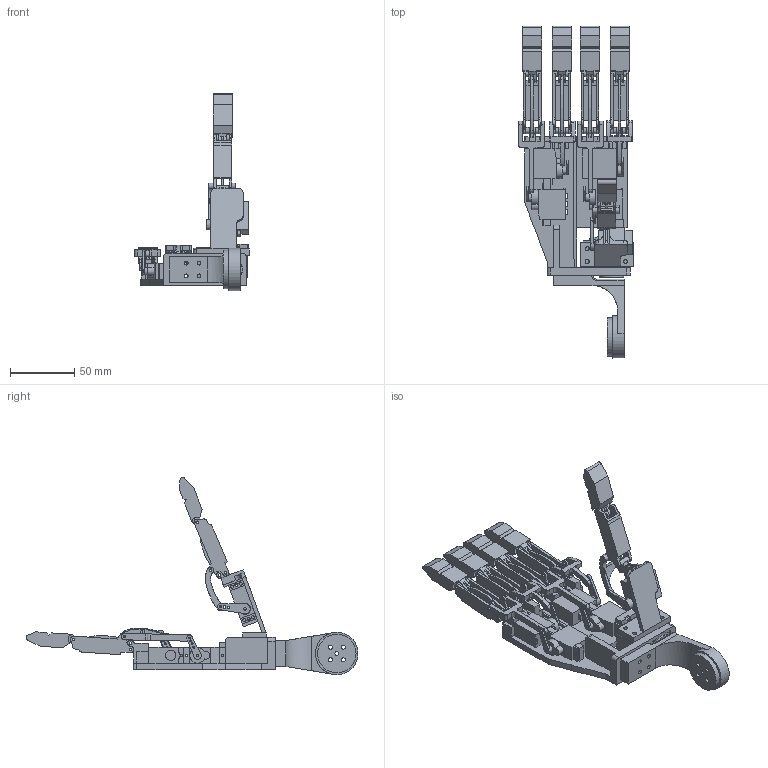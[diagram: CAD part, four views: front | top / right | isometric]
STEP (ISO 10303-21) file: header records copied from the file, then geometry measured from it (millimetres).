
FILE_DESCRIPTION(/* description */ (''),/* implementation_level */ '2;1');
FILE_NAME(/* name */ 'Assem_hand.step',/* time_stamp */ '2024-07-22T21:40:45-07:00',/* author */ (''),/* organization */ (''),/* preprocessor_version */ 'ST-DEVELOPER v20',/* originating_system */ 'Autodesk Translation Framework v13.14.0.145',/* authorisation */ '');
FILE_SCHEMA (('AUTOMOTIVE_DESIGN { 1 0 10303 214 3 1 1 }'));
Length unit declared in the file: millimetre
Products named in the file (30): Assem_hand; Assem_finger_mount; Assem_finger; Assem_finger_mount_1; Assem_finger_1; Assem_finger_mount_2; Assem_finger_2; Assem_finger_mount_3; finger_mount; Assem_finger_3; Assem_finger_thumb_mount; thumb_servo_base_v2; Assem_finger_4; v5_front_link; v4_main_drive_link v8; v4_front_drive_link v3; Assem_palm; STS3032 servo; palm; STS3032_servo_arm; SCS0009_servo_arm_cropped; SCS009_servo_horn_cross_cropped; bearing_6703; thumb_base_bearing_plug; thumb_base; Servo-SCS0009; drive_arm; drive_arm_long; thumb_drive_arm; wrist_to_hand
Assembly tree (53 placements, depth 4):
  Assem_hand
    Assem_finger_mount
      finger_mount
      Assem_finger
        v5_front_link
        v4_main_drive_link v8
        v4_front_drive_link v3
    Assem_finger_mount_1
      finger_mount
      Assem_finger_1
        v5_front_link
        v4_main_drive_link v8
        v4_front_drive_link v3
    Assem_finger_mount_2
      finger_mount
      Assem_finger_2
        v5_front_link
        v4_main_drive_link v8
        v4_front_drive_link v3
    Assem_finger_mount_3
      finger_mount
      Assem_finger_3
        v5_front_link
        v4_main_drive_link v8
        v4_front_drive_link v3
    Assem_finger_thumb_mount
      thumb_servo_base_v2
      Assem_finger_4
        v5_front_link
        v4_main_drive_link v8
        v4_front_drive_link v3
      STS3032 servo
      STS3032_servo_arm
    Assem_palm
      STS3032 servo
      palm
      Servo-SCS0009  x4
      STS3032_servo_arm
      SCS0009_servo_arm_cropped  x3
      SCS009_servo_horn_cross_cropped
      bearing_6703
      thumb_base_bearing_plug
      thumb_base
    drive_arm  x2
    drive_arm_long  x2
    thumb_drive_arm
    wrist_to_hand
Bounding box: 89.57 x 258.78 x 153.84 mm (x, y, z)
Volume: 180911.9 mm3; surface area: 106674.2 mm2
Topology: 42 solids, 42 shells, 1355 faces, 3568 edges, 2342 vertices
Faces by surface type: plane 808, cylinder 462, bspline 83, torus 2
Full cylindrical faces by diameter (mm): 1.5 x16, 1.8 x20, 1.9 x8, 2 x88, 2.1 x21, 2.2 x8, 2.5 x12, 2.9 x20, 3 x9, 3.2 x8, 3.78 x4, 4 x8, 4.8 x5, 5 x13, 5.8 x4, 6 x5, 8 x6, 9 x2, 17 x3, 19 x1, 21 x1, 23 x1, 23.1 x1, 30 x1, 33 x1
Entity records: 23712 total; most frequent: CARTESIAN_POINT 5877, DIRECTION 3509, ORIENTED_EDGE 3470, EDGE_CURVE 1735, AXIS2_PLACEMENT_3D 1173, LINE 1163, VECTOR 1163, VERTEX_POINT 1141
